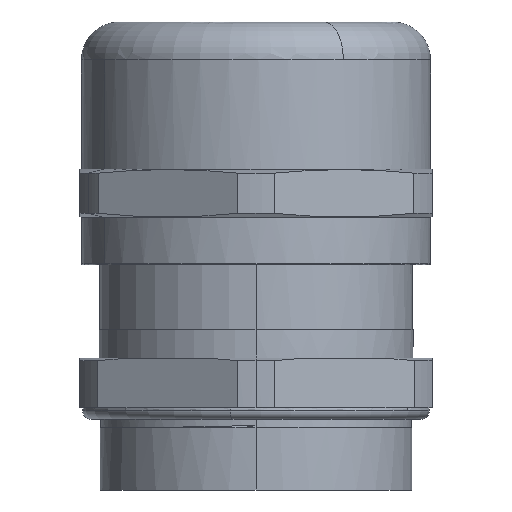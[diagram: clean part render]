
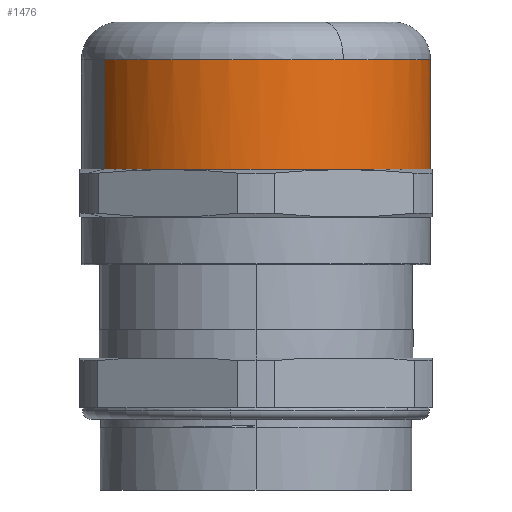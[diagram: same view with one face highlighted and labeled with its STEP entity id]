
A CAD part, front view. The second image highlights one B-rep face of the part: STEP entity #1476.
In plain terms, the highlighted cylindrical face has radius 14.85 mm (diameter 29.7 mm), a partial arc.
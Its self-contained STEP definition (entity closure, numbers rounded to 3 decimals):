
#1449=AXIS2_PLACEMENT_3D('Cylinder Axis2P3D',#1446,#1447,#1448) ;
#1277=CARTESIAN_POINT('Vertex',(2.14,9.075,27.29)) ;
#1279=CARTESIAN_POINT('Vertex',(27.86,23.925,27.29)) ;
#1283=CARTESIAN_POINT('Control Point',(27.86,23.925,27.29)) ;
#1284=CARTESIAN_POINT('Control Point',(28.616,22.617,27.29)) ;
#1285=CARTESIAN_POINT('Control Point',(29.204,21.213,27.29)) ;
#1286=CARTESIAN_POINT('Control Point',(29.611,19.741,27.29)) ;
#1287=CARTESIAN_POINT('Control Point',(30.04,16.727,27.29)) ;
#1288=CARTESIAN_POINT('Control Point',(29.702,13.701,27.29)) ;
#1289=CARTESIAN_POINT('Control Point',(29.34,12.217,27.29)) ;
#1290=CARTESIAN_POINT('Control Point',(28.248,9.375,27.29)) ;
#1291=CARTESIAN_POINT('Control Point',(26.479,6.897,27.29)) ;
#1292=CARTESIAN_POINT('Control Point',(25.441,5.777,27.29)) ;
#1293=CARTESIAN_POINT('Control Point',(23.103,3.827,27.29)) ;
#1294=CARTESIAN_POINT('Control Point',(20.351,2.523,27.29)) ;
#1295=CARTESIAN_POINT('Control Point',(18.899,2.051,27.29)) ;
#1296=CARTESIAN_POINT('Control Point',(15.907,1.485,27.29)) ;
#1297=CARTESIAN_POINT('Control Point',(12.869,1.687,27.29)) ;
#1298=CARTESIAN_POINT('Control Point',(11.371,1.981,27.29)) ;
#1299=CARTESIAN_POINT('Control Point',(8.482,2.944,27.29)) ;
#1300=CARTESIAN_POINT('Control Point',(5.926,4.598,27.29)) ;
#1301=CARTESIAN_POINT('Control Point',(4.761,5.585,27.29)) ;
#1302=CARTESIAN_POINT('Control Point',(3.551,6.909,27.29)) ;
#1303=CARTESIAN_POINT('Control Point',(2.559,8.386,27.29)) ;
#1304=CARTESIAN_POINT('Control Point',(2.414,8.613,27.29)) ;
#1305=CARTESIAN_POINT('Control Point',(2.274,8.842,27.29)) ;
#1306=CARTESIAN_POINT('Control Point',(2.14,9.075,27.29)) ;
#1412=CARTESIAN_POINT('Line Origine',(2.14,9.075,31.94)) ;
#1416=CARTESIAN_POINT('Vertex',(2.14,9.075,36.59)) ;
#1430=CARTESIAN_POINT('Vertex',(27.86,23.925,36.59)) ;
#1433=CARTESIAN_POINT('Line Origine',(27.86,23.925,31.94)) ;
#1446=CARTESIAN_POINT('Axis2P3D Location',(15.,16.5,31.94)) ;
#1452=CARTESIAN_POINT('Control Point',(27.86,23.925,36.59)) ;
#1453=CARTESIAN_POINT('Control Point',(30.193,19.885,36.59)) ;
#1454=CARTESIAN_POINT('Control Point',(30.946,14.927,36.59)) ;
#1455=CARTESIAN_POINT('Control Point',(29.596,9.889,36.59)) ;
#1456=CARTESIAN_POINT('Control Point',(26.465,5.972,36.59)) ;
#1457=CARTESIAN_POINT('Control Point',(22.425,3.64,36.59)) ;
#1458=CARTESIAN_POINT('Vertex',(22.425,3.64,36.59)) ;
#1462=CARTESIAN_POINT('Control Point',(22.425,3.64,36.59)) ;
#1463=CARTESIAN_POINT('Control Point',(18.385,1.307,36.59)) ;
#1464=CARTESIAN_POINT('Control Point',(13.427,0.554,36.59)) ;
#1465=CARTESIAN_POINT('Control Point',(8.389,1.904,36.59)) ;
#1466=CARTESIAN_POINT('Control Point',(4.472,5.035,36.59)) ;
#1467=CARTESIAN_POINT('Control Point',(2.14,9.075,36.59)) ;
#1413=DIRECTION('Vector Direction',(0.,0.,-1.)) ;
#1434=DIRECTION('Vector Direction',(0.,0.,-1.)) ;
#1447=DIRECTION('Axis2P3D Direction',(0.,0.,-1.)) ;
#1448=DIRECTION('Axis2P3D XDirection',(0.866,0.5,0.)) ;
#1414=VECTOR('Line Direction',#1413,1.) ;
#1435=VECTOR('Line Direction',#1434,1.) ;
#1470=ORIENTED_EDGE('',*,*,#1437,.F.) ;
#1471=ORIENTED_EDGE('',*,*,#1460,.T.) ;
#1472=ORIENTED_EDGE('',*,*,#1468,.T.) ;
#1473=ORIENTED_EDGE('',*,*,#1418,.F.) ;
#1474=ORIENTED_EDGE('',*,*,#1307,.F.) ;
#1476=ADVANCED_FACE('65290_PG21_OT\\Volumenk\X2\00F6\X0\rper1',(#1475),#1450,.T.) ;
#1282=B_SPLINE_CURVE_WITH_KNOTS('',5,(#1283,#1284,#1285,#1286,#1287,#1288,#1289,#1290,#1291,#1292,#1293,#1294,#1295,#1296,#1297,#1298,#1299,#1300,#1301,#1302,#1303,#1304,#1305,#1306),.UNSPECIFIED.,.F.,.U.,(6,3,3,3,3,3,3,6),(0.,10.679,21.358,32.038,42.717,53.396,64.075,65.976),.UNSPECIFIED.) ;
#1451=B_SPLINE_CURVE_WITH_KNOTS('',5,(#1452,#1453,#1454,#1455,#1456,#1457),.UNSPECIFIED.,.F.,.U.,(6,6),(-23.326,0.),.UNSPECIFIED.) ;
#1461=B_SPLINE_CURVE_WITH_KNOTS('',5,(#1462,#1463,#1464,#1465,#1466,#1467),.UNSPECIFIED.,.F.,.U.,(6,6),(0.,23.326),.UNSPECIFIED.) ;
#1450=CYLINDRICAL_SURFACE('generated cylinder',#1449,14.85) ;
#1307=EDGE_CURVE('',#1280,#1278,#1282,.T.) ;
#1418=EDGE_CURVE('',#1278,#1417,#1415,.F.) ;
#1437=EDGE_CURVE('',#1431,#1280,#1436,.T.) ;
#1460=EDGE_CURVE('',#1431,#1459,#1451,.T.) ;
#1468=EDGE_CURVE('',#1459,#1417,#1461,.T.) ;
#1469=EDGE_LOOP('',(#1470,#1471,#1472,#1473,#1474)) ;
#1475=FACE_OUTER_BOUND('',#1469,.T.) ;
#1415=LINE('Line',#1412,#1414) ;
#1436=LINE('Line',#1433,#1435) ;
#1278=VERTEX_POINT('',#1277) ;
#1280=VERTEX_POINT('',#1279) ;
#1417=VERTEX_POINT('',#1416) ;
#1431=VERTEX_POINT('',#1430) ;
#1459=VERTEX_POINT('',#1458) ;
